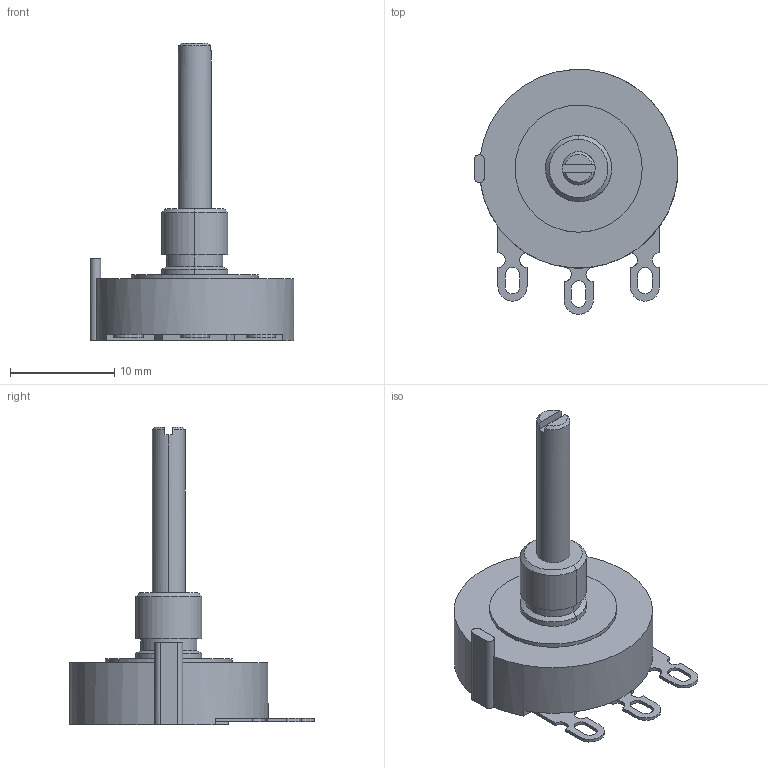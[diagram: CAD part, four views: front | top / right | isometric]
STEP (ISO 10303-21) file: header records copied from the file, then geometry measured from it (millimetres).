
FILE_DESCRIPTION((''),'2;1');
FILE_NAME('3852C-282','2017-06-16T',('RICKB'),('Bourns, Inc.'),'CREO PARAMETRIC BY PTC INC, 2016130','CREO PARAMETRIC BY PTC INC, 2016130','');
FILE_SCHEMA(('CONFIG_CONTROL_DESIGN'));
Length unit declared in the file: inch
Products named in the file (1): 3852C-282
Bounding box: 19.55 x 23.49 x 28.57 mm (x, y, z)
Volume: 2053 mm3; surface area: 1329.1 mm2
Topology: 1 solids, 1 shells, 82 faces, 216 edges, 140 vertices
Faces by surface type: plane 48, cylinder 28, cone 6
Entity records: 2598 total; most frequent: DIRECTION 458, CARTESIAN_POINT 446, ORIENTED_EDGE 432, EDGE_CURVE 216, AXIS2_PLACEMENT_3D 164, VERTEX_POINT 140, VECTOR 130, LINE 130
